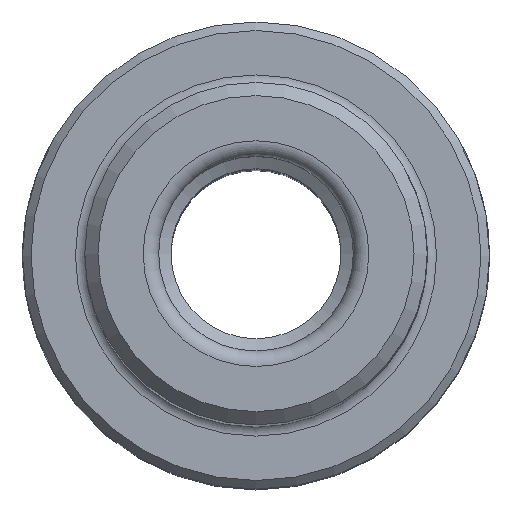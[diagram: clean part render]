
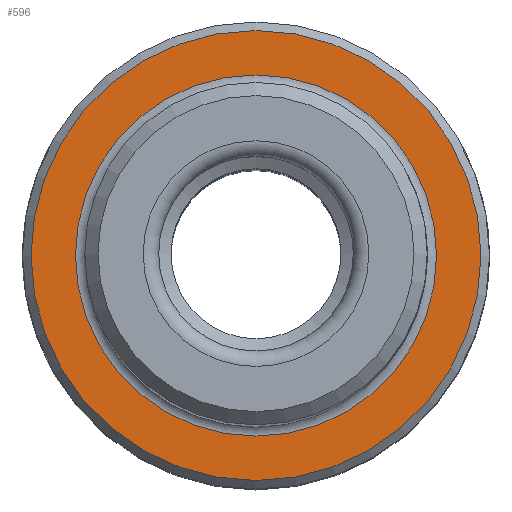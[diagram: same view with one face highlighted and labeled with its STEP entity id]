
A CAD part, top view. The second image highlights one B-rep face of the part: STEP entity #596.
In plain terms, the highlighted planar face has unit normal (0, 0, 1).
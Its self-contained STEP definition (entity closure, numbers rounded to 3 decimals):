
#31=PLANE('',#648);
#98=ORIENTED_EDGE('',*,*,#174,.T.);
#99=ORIENTED_EDGE('',*,*,#175,.F.);
#174=EDGE_CURVE('',#214,#214,#236,.F.);
#175=EDGE_CURVE('',#215,#215,#237,.T.);
#214=VERTEX_POINT('',#870);
#215=VERTEX_POINT('',#872);
#236=CIRCLE('',#649,14.45);
#237=CIRCLE('',#650,11.6);
#265=EDGE_LOOP('',(#98));
#266=EDGE_LOOP('',(#99));
#321=FACE_BOUND('',#265,.T.);
#322=FACE_BOUND('',#266,.T.);
#596=ADVANCED_FACE('',(#321,#322),#31,.F.);
#648=AXIS2_PLACEMENT_3D('',#868,#738,#739);
#649=AXIS2_PLACEMENT_3D('',#869,#740,#741);
#650=AXIS2_PLACEMENT_3D('',#871,#742,#743);
#738=DIRECTION('',(0.,0.,-1.));
#739=DIRECTION('',(-1.,0.,0.));
#740=DIRECTION('',(0.,0.,-1.));
#741=DIRECTION('',(-1.,0.,0.));
#742=DIRECTION('',(0.,0.,1.));
#743=DIRECTION('',(1.,0.,0.));
#868=CARTESIAN_POINT('',(15.,0.,47.));
#869=CARTESIAN_POINT('',(0.,0.,47.));
#870=CARTESIAN_POINT('',(-14.45,0.,47.));
#871=CARTESIAN_POINT('',(0.,0.,47.));
#872=CARTESIAN_POINT('',(11.6,0.,47.));
